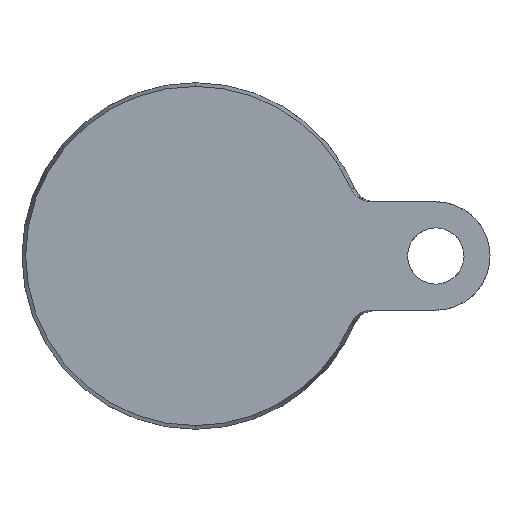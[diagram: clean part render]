
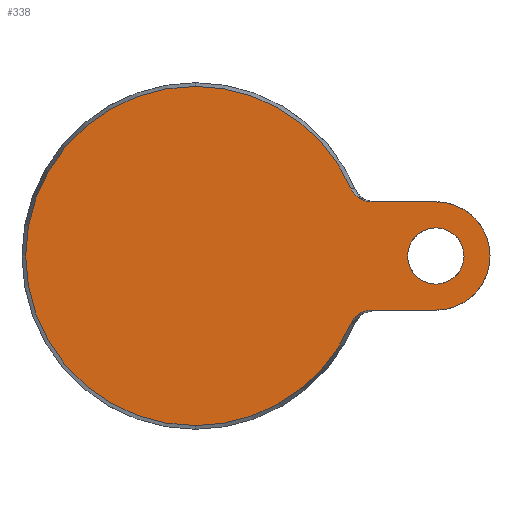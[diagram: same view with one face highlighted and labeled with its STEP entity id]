
A CAD part, front view. The second image highlights one B-rep face of the part: STEP entity #338.
In plain terms, the highlighted planar face has unit normal (0, -1, 0).
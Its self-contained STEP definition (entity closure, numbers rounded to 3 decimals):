
#20 = CARTESIAN_POINT ( 'NONE',  ( 55.5, 0., -12.5 ) ) ;
#57 = VERTEX_POINT ( 'NONE', #666 ) ;
#59 = CARTESIAN_POINT ( 'NONE',  ( 55.5, 0., -6.5 ) ) ;
#85 = CARTESIAN_POINT ( 'NONE',  ( 37.397, 0., -13.606 ) ) ;
#94 = ORIENTED_EDGE ( 'NONE', *, *, #433, .T. ) ;
#102 = CIRCLE ( 'NONE', #553, 39.143 ) ;
#109 = AXIS2_PLACEMENT_3D ( 'NONE', #671, #256, #1017 ) ;
#116 = EDGE_CURVE ( 'NONE', #441, #985, #752, .T. ) ;
#120 = CARTESIAN_POINT ( 'NONE',  ( 40.579, 0., 12.5 ) ) ;
#125 = DIRECTION ( 'NONE',  ( 0., 0., -1. ) ) ;
#150 = EDGE_CURVE ( 'NONE', #1038, #57, #601, .T. ) ;
#153 = CARTESIAN_POINT ( 'NONE',  ( 36.124, 0., 15.081 ) ) ;
#156 = PLANE ( 'NONE',  #1028 ) ;
#162 = EDGE_LOOP ( 'NONE', ( #503, #1240 ) ) ;
#172 = CARTESIAN_POINT ( 'NONE',  ( 36.381, 0., -14.668 ) ) ;
#177 = VERTEX_POINT ( 'NONE', #20 ) ;
#224 = VERTEX_POINT ( 'NONE', #120 ) ;
#231 = B_SPLINE_CURVE_WITH_KNOTS ( 'NONE', 3,
 ( #890, #1315, #348, #257, #790, #1221, #783, #908, #1332, #362, #685, #1213, #153, #475 ),
 .UNSPECIFIED., .F., .F.,
 ( 4, 2, 2, 2, 2, 2, 4 ),
 ( 0., 0.001, 0.002, 0.003, 0.004, 0.004, 0.006 ),
 .UNSPECIFIED. ) ;
#251 = CARTESIAN_POINT ( 'NONE',  ( 15., 0., -12.5 ) ) ;
#256 = DIRECTION ( 'NONE',  ( 0., 1., 0. ) ) ;
#257 = CARTESIAN_POINT ( 'NONE',  ( 38.897, 0., 12.778 ) ) ;
#268 = VERTEX_POINT ( 'NONE', #1242 ) ;
#284 = ORIENTED_EDGE ( 'NONE', *, *, #737, .F. ) ;
#296 = EDGE_CURVE ( 'NONE', #766, #441, #1090, .T. ) ;
#315 = EDGE_CURVE ( 'NONE', #224, #268, #701, .T. ) ;
#320 = DIRECTION ( 'NONE',  ( 0., 1., 0. ) ) ;
#329 = CIRCLE ( 'NONE', #536, 12.5 ) ;
#338 = ADVANCED_FACE ( 'NONE', ( #791, #476 ), #156, .F. ) ;
#348 = CARTESIAN_POINT ( 'NONE',  ( 39.603, 0., 12.57 ) ) ;
#357 = CARTESIAN_POINT ( 'NONE',  ( 0., 0., 0. ) ) ;
#362 = CARTESIAN_POINT ( 'NONE',  ( 37.032, 0., 13.927 ) ) ;
#368 = DIRECTION ( 'NONE',  ( -1., 0., 0. ) ) ;
#371 = DIRECTION ( 'NONE',  ( 0., -1., 0. ) ) ;
#389 = B_SPLINE_CURVE_WITH_KNOTS ( 'NONE', 3,
 ( #626, #1143, #172, #502, #1357, #85, #509, #943, #394, #525, #1378, #1158, #521, #847 ),
 .UNSPECIFIED., .F., .F.,
 ( 4, 2, 2, 2, 2, 2, 4 ),
 ( 0., 0.001, 0.002, 0.003, 0.004, 0.004, 0.006 ),
 .UNSPECIFIED. ) ;
#394 = CARTESIAN_POINT ( 'NONE',  ( 38.218, 0., -13.072 ) ) ;
#401 = DIRECTION ( 'NONE',  ( 0., 0., -1. ) ) ;
#404 = CIRCLE ( 'NONE', #109, 6.5 ) ;
#409 = DIRECTION ( 'NONE',  ( 0., 1., 0. ) ) ;
#433 = EDGE_CURVE ( 'NONE', #705, #1246, #389, .T. ) ;
#441 = VERTEX_POINT ( 'NONE', #1275 ) ;
#444 = EDGE_CURVE ( 'NONE', #985, #705, #102, .T. ) ;
#461 = ORIENTED_EDGE ( 'NONE', *, *, #1102, .F. ) ;
#475 = CARTESIAN_POINT ( 'NONE',  ( 35.928, 0., 15.535 ) ) ;
#476 = FACE_BOUND ( 'NONE', #162, .T. ) ;
#497 = DIRECTION ( 'NONE',  ( 0., 1., 0. ) ) ;
#502 = CARTESIAN_POINT ( 'NONE',  ( 36.857, 0., -14.106 ) ) ;
#503 = ORIENTED_EDGE ( 'NONE', *, *, #150, .T. ) ;
#507 = EDGE_LOOP ( 'NONE', ( #907, #1244, #1103, #932, #709, #94, #461, #284 ) ) ;
#509 = CARTESIAN_POINT ( 'NONE',  ( 37.591, 0., -13.458 ) ) ;
#521 = CARTESIAN_POINT ( 'NONE',  ( 40.085, 0., -12.5 ) ) ;
#524 = CARTESIAN_POINT ( 'NONE',  ( 35.928, 0., -15.535 ) ) ;
#525 = CARTESIAN_POINT ( 'NONE',  ( 38.663, 0., -12.866 ) ) ;
#536 = AXIS2_PLACEMENT_3D ( 'NONE', #728, #409, #401 ) ;
#553 = AXIS2_PLACEMENT_3D ( 'NONE', #827, #875, #125 ) ;
#558 = DIRECTION ( 'NONE',  ( 0., 0., 1. ) ) ;
#601 = CIRCLE ( 'NONE', #940, 6.5 ) ;
#626 = CARTESIAN_POINT ( 'NONE',  ( 35.928, 0., -15.535 ) ) ;
#630 = CARTESIAN_POINT ( 'NONE',  ( 55.5, 0., 0. ) ) ;
#658 = EDGE_CURVE ( 'NONE', #224, #766, #231, .T. ) ;
#666 = CARTESIAN_POINT ( 'NONE',  ( 55.5, 0., 6.5 ) ) ;
#671 = CARTESIAN_POINT ( 'NONE',  ( 55.5, 0., 0. ) ) ;
#685 = CARTESIAN_POINT ( 'NONE',  ( 36.861, 0., 14.101 ) ) ;
#689 = CARTESIAN_POINT ( 'NONE',  ( 0., 0., -39.143 ) ) ;
#701 = LINE ( 'NONE', #797, #1381 ) ;
#705 = VERTEX_POINT ( 'NONE', #524 ) ;
#709 = ORIENTED_EDGE ( 'NONE', *, *, #444, .T. ) ;
#728 = CARTESIAN_POINT ( 'NONE',  ( 55.5, 0., 0. ) ) ;
#737 = EDGE_CURVE ( 'NONE', #268, #177, #329, .T. ) ;
#752 = CIRCLE ( 'NONE', #1359, 39.143 ) ;
#766 = VERTEX_POINT ( 'NONE', #833 ) ;
#783 = CARTESIAN_POINT ( 'NONE',  ( 38.008, 0., 13.187 ) ) ;
#790 = CARTESIAN_POINT ( 'NONE',  ( 38.665, 0., 12.866 ) ) ;
#791 = FACE_OUTER_BOUND ( 'NONE', #507, .T. ) ;
#797 = CARTESIAN_POINT ( 'NONE',  ( 15., 0., 12.5 ) ) ;
#815 = CARTESIAN_POINT ( 'NONE',  ( 40.579, 0., -12.5 ) ) ;
#827 = CARTESIAN_POINT ( 'NONE',  ( 0., 0., 0. ) ) ;
#833 = CARTESIAN_POINT ( 'NONE',  ( 35.928, 0., 15.535 ) ) ;
#847 = CARTESIAN_POINT ( 'NONE',  ( 40.579, 0., -12.5 ) ) ;
#875 = DIRECTION ( 'NONE',  ( 0., -1., 0. ) ) ;
#890 = CARTESIAN_POINT ( 'NONE',  ( 40.579, 0., 12.5 ) ) ;
#892 = CARTESIAN_POINT ( 'NONE',  ( 0., 0., 0. ) ) ;
#898 = DIRECTION ( 'NONE',  ( 0., 0., -1. ) ) ;
#906 = CARTESIAN_POINT ( 'NONE',  ( -39.143, 0., 0. ) ) ;
#907 = ORIENTED_EDGE ( 'NONE', *, *, #315, .F. ) ;
#908 = CARTESIAN_POINT ( 'NONE',  ( 37.598, 0., 13.453 ) ) ;
#932 = ORIENTED_EDGE ( 'NONE', *, *, #116, .T. ) ;
#940 = AXIS2_PLACEMENT_3D ( 'NONE', #630, #320, #558 ) ;
#943 = CARTESIAN_POINT ( 'NONE',  ( 38., 0., -13.192 ) ) ;
#968 = VECTOR ( 'NONE', #368, 1000. ) ;
#975 = DIRECTION ( 'NONE',  ( 0., 0., -1. ) ) ;
#985 = VERTEX_POINT ( 'NONE', #689 ) ;
#1017 = DIRECTION ( 'NONE',  ( 0., 0., 1. ) ) ;
#1025 = DIRECTION ( 'NONE',  ( 0., 0., 1. ) ) ;
#1028 = AXIS2_PLACEMENT_3D ( 'NONE', #906, #497, #1025 ) ;
#1038 = VERTEX_POINT ( 'NONE', #59 ) ;
#1051 = EDGE_CURVE ( 'NONE', #57, #1038, #404, .T. ) ;
#1090 = CIRCLE ( 'NONE', #1230, 39.143 ) ;
#1091 = DIRECTION ( 'NONE',  ( 0., -1., 0. ) ) ;
#1102 = EDGE_CURVE ( 'NONE', #177, #1246, #1326, .T. ) ;
#1103 = ORIENTED_EDGE ( 'NONE', *, *, #296, .T. ) ;
#1129 = DIRECTION ( 'NONE',  ( 1., 0., 0. ) ) ;
#1143 = CARTESIAN_POINT ( 'NONE',  ( 36.124, 0., -15.081 ) ) ;
#1158 = CARTESIAN_POINT ( 'NONE',  ( 39.592, 0., -12.572 ) ) ;
#1213 = CARTESIAN_POINT ( 'NONE',  ( 36.388, 0., 14.659 ) ) ;
#1221 = CARTESIAN_POINT ( 'NONE',  ( 38.221, 0., 13.07 ) ) ;
#1230 = AXIS2_PLACEMENT_3D ( 'NONE', #357, #371, #898 ) ;
#1240 = ORIENTED_EDGE ( 'NONE', *, *, #1051, .T. ) ;
#1242 = CARTESIAN_POINT ( 'NONE',  ( 55.5, 0., 12.5 ) ) ;
#1244 = ORIENTED_EDGE ( 'NONE', *, *, #658, .T. ) ;
#1246 = VERTEX_POINT ( 'NONE', #815 ) ;
#1275 = CARTESIAN_POINT ( 'NONE',  ( 0., 0., 39.143 ) ) ;
#1315 = CARTESIAN_POINT ( 'NONE',  ( 40.085, 0., 12.5 ) ) ;
#1326 = LINE ( 'NONE', #251, #968 ) ;
#1332 = CARTESIAN_POINT ( 'NONE',  ( 37.4, 0., 13.603 ) ) ;
#1357 = CARTESIAN_POINT ( 'NONE',  ( 37.031, 0., -13.929 ) ) ;
#1359 = AXIS2_PLACEMENT_3D ( 'NONE', #892, #1091, #975 ) ;
#1378 = CARTESIAN_POINT ( 'NONE',  ( 38.891, 0., -12.781 ) ) ;
#1381 = VECTOR ( 'NONE', #1129, 1000. ) ;
